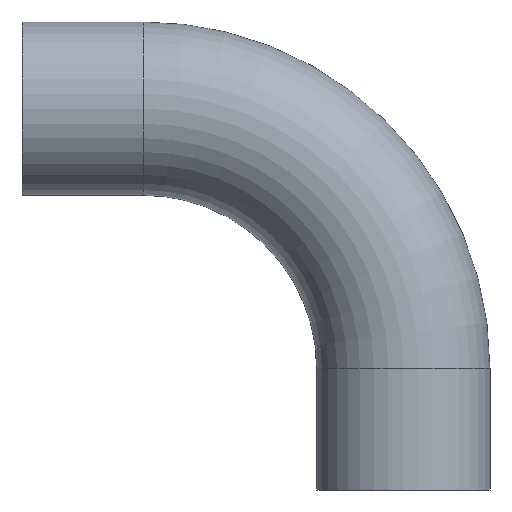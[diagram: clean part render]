
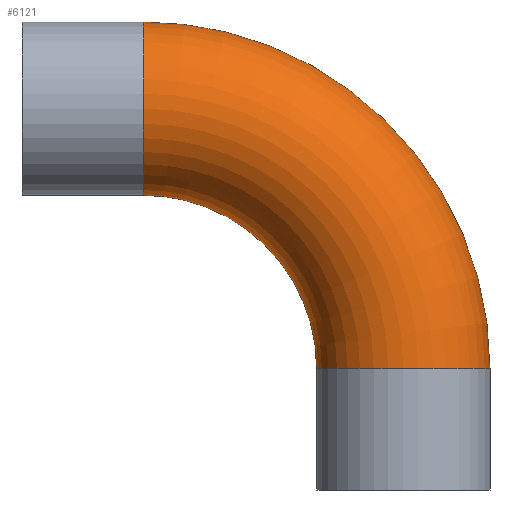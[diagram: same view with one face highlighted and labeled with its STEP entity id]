
A CAD part, front view. The second image highlights one B-rep face of the part: STEP entity #6121.
In plain terms, the highlighted toroidal (fillet/blend) face has major radius 95.25 mm and minor radius 31.75 mm.
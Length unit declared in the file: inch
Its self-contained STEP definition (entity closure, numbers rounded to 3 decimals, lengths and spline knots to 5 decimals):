
#14=TOROIDAL_SURFACE('',#6408,3.75,1.25);
#65=FACE_BOUND('',#1079,.T.);
#704=FACE_OUTER_BOUND('',#1078,.T.);
#1078=EDGE_LOOP('',(#5727));
#1079=EDGE_LOOP('',(#5728));
#1192=CIRCLE('',#6389,1.25);
#1199=CIRCLE('',#6405,1.25);
#2988=VERTEX_POINT('',#14000);
#2995=VERTEX_POINT('',#14023);
#3899=EDGE_CURVE('',#2988,#2988,#1192,.T.);
#3906=EDGE_CURVE('',#2995,#2995,#1199,.T.);
#5727=ORIENTED_EDGE('',*,*,#3906,.T.);
#5728=ORIENTED_EDGE('',*,*,#3899,.F.);
#6121=ADVANCED_FACE('',(#704,#65),#14,.T.);
#6389=AXIS2_PLACEMENT_3D('',#14001,#7346,#7347);
#6405=AXIS2_PLACEMENT_3D('',#14024,#7378,#7379);
#6408=AXIS2_PLACEMENT_3D('',#14027,#7384,#7385);
#7346=DIRECTION('center_axis',(0.,0.,-1.));
#7347=DIRECTION('ref_axis',(-1.,0.,0.));
#7378=DIRECTION('center_axis',(1.,0.,0.));
#7379=DIRECTION('ref_axis',(0.,0.,
-1.));
#7384=DIRECTION('center_axis',(0.,-1.,0.));
#7385=DIRECTION('ref_axis',(0.,0.,-1.));
#14000=CARTESIAN_POINT('',(1.25,0.,0.));
#14001=CARTESIAN_POINT('Origin',(0.,0.,0.));
#14023=CARTESIAN_POINT('',(-3.75,0.,5.));
#14024=CARTESIAN_POINT('Origin',(-3.75,0.,3.75));
#14027=CARTESIAN_POINT('Origin',(-3.75,0.,0.));
